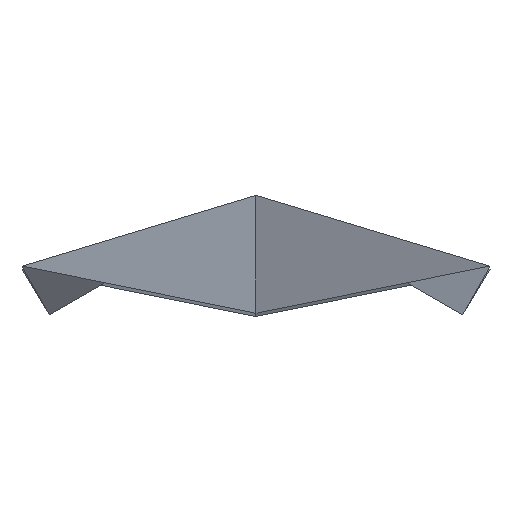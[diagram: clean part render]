
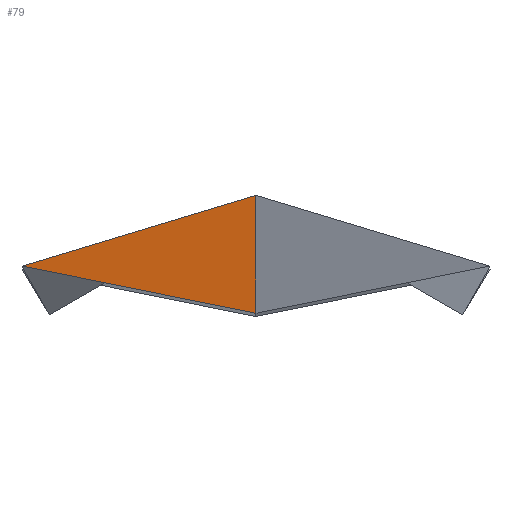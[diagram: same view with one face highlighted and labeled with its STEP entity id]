
A CAD part, top view. The second image highlights one B-rep face of the part: STEP entity #79.
In plain terms, the highlighted planar face has unit normal (-0.199, -0.972, -0.122).
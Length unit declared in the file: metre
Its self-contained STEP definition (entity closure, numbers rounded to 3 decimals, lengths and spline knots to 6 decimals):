
#3 = ORIENTED_EDGE ( 'NONE', *, *, #153, .F. ) ;
#18 = CARTESIAN_POINT ( 'NONE',  ( 0., 0., 0. ) ) ;
#34 = DIRECTION ( 'NONE',  ( -0.199, -0.972, -0.123 ) ) ;
#37 = PLANE ( 'NONE',  #103 ) ;
#41 = CARTESIAN_POINT ( 'NONE',  ( 0., 0., 0. ) ) ;
#62 = CARTESIAN_POINT ( 'NONE',  ( 0., -0.006276, 0.049811 ) ) ;
#79 = ADVANCED_FACE ( 'NONE', ( #182 ), #37, .T. ) ;
#81 = LINE ( 'NONE', #167, #160 ) ;
#89 = ORIENTED_EDGE ( 'NONE', *, *, #209, .F. ) ;
#103 = AXIS2_PLACEMENT_3D ( 'NONE', #181, #34, #256 ) ;
#105 = LINE ( 'NONE', #18, #250 ) ;
#113 = VERTEX_POINT ( 'NONE', #258 ) ;
#132 = CARTESIAN_POINT ( 'NONE',  ( 0., -0.006276, 0.049811 ) ) ;
#147 = EDGE_LOOP ( 'NONE', ( #195, #3, #89 ) ) ;
#153 = EDGE_CURVE ( 'NONE', #252, #222, #277, .T. ) ;
#160 = VECTOR ( 'NONE', #213, 1. ) ;
#167 = CARTESIAN_POINT ( 'NONE',  ( -0.0123, -0.003798, 0.050123 ) ) ;
#181 = CARTESIAN_POINT ( 'NONE',  ( 0., 0., 0. ) ) ;
#182 = FACE_OUTER_BOUND ( 'NONE', #147, .T. ) ;
#191 = VECTOR ( 'NONE', #259, 1. ) ;
#195 = ORIENTED_EDGE ( 'NONE', *, *, #237, .F. ) ;
#209 = EDGE_CURVE ( 'NONE', #113, #252, #81, .T. ) ;
#213 = DIRECTION ( 'NONE',  ( 0.98, -0.197, -0.025 ) ) ;
#222 = VERTEX_POINT ( 'NONE', #41 ) ;
#237 = EDGE_CURVE ( 'NONE', #222, #113, #105, .T. ) ;
#244 = DIRECTION ( 'NONE',  ( -0.238, -0.073, 0.969 ) ) ;
#250 = VECTOR ( 'NONE', #244, 1. ) ;
#252 = VERTEX_POINT ( 'NONE', #62 ) ;
#256 = DIRECTION ( 'NONE',  ( 0.98, -0.2, 0. ) ) ;
#258 = CARTESIAN_POINT ( 'NONE',  ( -0.0123, -0.003798, 0.050123 ) ) ;
#259 = DIRECTION ( 'NONE',  ( 0., 0.125, -0.992 ) ) ;
#277 = LINE ( 'NONE', #132, #191 ) ;
